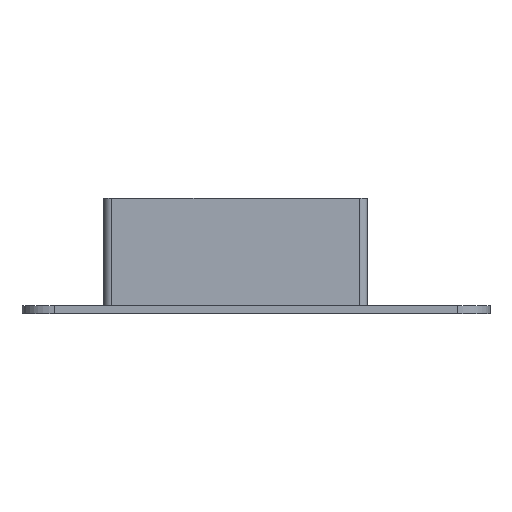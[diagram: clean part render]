
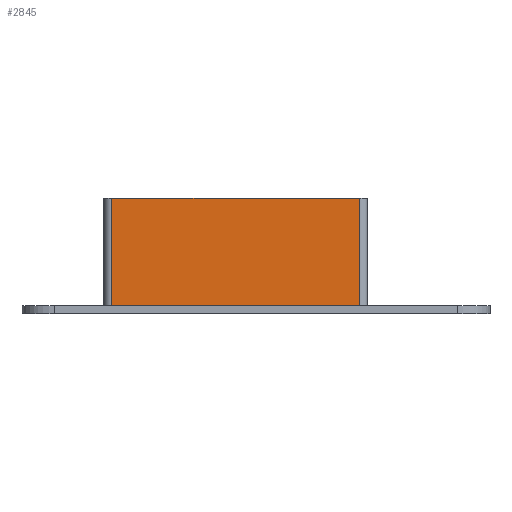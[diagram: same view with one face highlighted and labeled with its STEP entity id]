
A CAD part, front view. The second image highlights one B-rep face of the part: STEP entity #2845.
In plain terms, the highlighted planar face has unit normal (0, -1, 0).
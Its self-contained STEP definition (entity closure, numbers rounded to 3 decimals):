
#270 = PLANE('',#271);
#271 = AXIS2_PLACEMENT_3D('',#272,#273,#274);
#272 = CARTESIAN_POINT('',(13.725,0.,14.14));
#273 = DIRECTION('',(0.,0.,1.));
#274 = DIRECTION('',(1.,0.,0.));
#1078 = CYLINDRICAL_SURFACE('',#1079,1.);
#1079 = AXIS2_PLACEMENT_3D('',#1080,#1081,#1082);
#1080 = CARTESIAN_POINT('',(29.,-9.8,14.14));
#1081 = DIRECTION('',(0.,0.,-1.));
#1082 = DIRECTION('',(1.,0.,0.));
#1106 = PLANE('',#1107);
#1107 = AXIS2_PLACEMENT_3D('',#1108,#1109,#1110);
#1108 = CARTESIAN_POINT('',(16.35,0.,1.));
#1109 = DIRECTION('',(0.,0.,1.));
#1110 = DIRECTION('',(1.,0.,0.));
#1453 = VERTEX_POINT('',#1454);
#1454 = CARTESIAN_POINT('',(-1.3,-10.8,14.14));
#1473 = CYLINDRICAL_SURFACE('',#1474,1.);
#1474 = AXIS2_PLACEMENT_3D('',#1475,#1476,#1477);
#1475 = CARTESIAN_POINT('',(-1.3,-9.8,1.));
#1476 = DIRECTION('',(0.,0.,1.));
#1477 = DIRECTION('',(0.,-1.,0.));
#1485 = EDGE_CURVE('',#1486,#1453,#1488,.T.);
#1486 = VERTEX_POINT('',#1487);
#1487 = CARTESIAN_POINT('',(29.,-10.8,14.14));
#1488 = SURFACE_CURVE('',#1489,(#1493,#1500),.PCURVE_S1.);
#1489 = LINE('',#1490,#1491);
#1490 = CARTESIAN_POINT('',(0.,-10.8,14.14));
#1491 = VECTOR('',#1492,1.);
#1492 = DIRECTION('',(-1.,0.,0.));
#1493 = PCURVE('',#270,#1494);
#1494 = DEFINITIONAL_REPRESENTATION('',(#1495),#1499);
#1495 = LINE('',#1496,#1497);
#1496 = CARTESIAN_POINT('',(-13.725,-10.8));
#1497 = VECTOR('',#1498,1.);
#1498 = DIRECTION('',(-1.,0.));
#1499 = ( GEOMETRIC_REPRESENTATION_CONTEXT(2) 
PARAMETRIC_REPRESENTATION_CONTEXT() REPRESENTATION_CONTEXT('2D SPACE',''
  ) );
#1500 = PCURVE('',#1501,#1506);
#1501 = PLANE('',#1502);
#1502 = AXIS2_PLACEMENT_3D('',#1503,#1504,#1505);
#1503 = CARTESIAN_POINT('',(13.85,-10.8,7.07));
#1504 = DIRECTION('',(0.,-1.,0.));
#1505 = DIRECTION('',(0.,0.,-1.));
#1506 = DEFINITIONAL_REPRESENTATION('',(#1507),#1511);
#1507 = LINE('',#1508,#1509);
#1508 = CARTESIAN_POINT('',(-7.07,-13.85));
#1509 = VECTOR('',#1510,1.);
#1510 = DIRECTION('',(0.,-1.));
#1511 = ( GEOMETRIC_REPRESENTATION_CONTEXT(2) 
PARAMETRIC_REPRESENTATION_CONTEXT() REPRESENTATION_CONTEXT('2D SPACE',''
  ) );
#2452 = VERTEX_POINT('',#2453);
#2453 = CARTESIAN_POINT('',(29.,-10.8,1.));
#2479 = EDGE_CURVE('',#2452,#2480,#2482,.T.);
#2480 = VERTEX_POINT('',#2481);
#2481 = CARTESIAN_POINT('',(-1.3,-10.8,1.));
#2482 = SURFACE_CURVE('',#2483,(#2487,#2494),.PCURVE_S1.);
#2483 = LINE('',#2484,#2485);
#2484 = CARTESIAN_POINT('',(15.1,-10.8,1.));
#2485 = VECTOR('',#2486,1.);
#2486 = DIRECTION('',(-1.,0.,0.));
#2487 = PCURVE('',#1106,#2488);
#2488 = DEFINITIONAL_REPRESENTATION('',(#2489),#2493);
#2489 = LINE('',#2490,#2491);
#2490 = CARTESIAN_POINT('',(-1.25,-10.8));
#2491 = VECTOR('',#2492,1.);
#2492 = DIRECTION('',(-1.,0.));
#2493 = ( GEOMETRIC_REPRESENTATION_CONTEXT(2) 
PARAMETRIC_REPRESENTATION_CONTEXT() REPRESENTATION_CONTEXT('2D SPACE',''
  ) );
#2494 = PCURVE('',#1501,#2495);
#2495 = DEFINITIONAL_REPRESENTATION('',(#2496),#2500);
#2496 = LINE('',#2497,#2498);
#2497 = CARTESIAN_POINT('',(6.07,1.25));
#2498 = VECTOR('',#2499,1.);
#2499 = DIRECTION('',(0.,-1.));
#2500 = ( GEOMETRIC_REPRESENTATION_CONTEXT(2) 
PARAMETRIC_REPRESENTATION_CONTEXT() REPRESENTATION_CONTEXT('2D SPACE',''
  ) );
#2809 = EDGE_CURVE('',#1486,#2452,#2810,.T.);
#2810 = SURFACE_CURVE('',#2811,(#2815,#2822),.PCURVE_S1.);
#2811 = LINE('',#2812,#2813);
#2812 = CARTESIAN_POINT('',(29.,-10.8,14.14));
#2813 = VECTOR('',#2814,1.);
#2814 = DIRECTION('',(0.,0.,-1.));
#2815 = PCURVE('',#1078,#2816);
#2816 = DEFINITIONAL_REPRESENTATION('',(#2817),#2821);
#2817 = LINE('',#2818,#2819);
#2818 = CARTESIAN_POINT('',(1.571,0.));
#2819 = VECTOR('',#2820,1.);
#2820 = DIRECTION('',(0.,1.));
#2821 = ( GEOMETRIC_REPRESENTATION_CONTEXT(2) 
PARAMETRIC_REPRESENTATION_CONTEXT() REPRESENTATION_CONTEXT('2D SPACE',''
  ) );
#2822 = PCURVE('',#1501,#2823);
#2823 = DEFINITIONAL_REPRESENTATION('',(#2824),#2828);
#2824 = LINE('',#2825,#2826);
#2825 = CARTESIAN_POINT('',(-7.07,15.15));
#2826 = VECTOR('',#2827,1.);
#2827 = DIRECTION('',(1.,0.));
#2828 = ( GEOMETRIC_REPRESENTATION_CONTEXT(2) 
PARAMETRIC_REPRESENTATION_CONTEXT() REPRESENTATION_CONTEXT('2D SPACE',''
  ) );
#2845 = ADVANCED_FACE('',(#2846),#1501,.T.);
#2846 = FACE_BOUND('',#2847,.T.);
#2847 = EDGE_LOOP('',(#2848,#2849,#2850,#2851));
#2848 = ORIENTED_EDGE('',*,*,#2479,.F.);
#2849 = ORIENTED_EDGE('',*,*,#2809,.F.);
#2850 = ORIENTED_EDGE('',*,*,#1485,.T.);
#2851 = ORIENTED_EDGE('',*,*,#2852,.F.);
#2852 = EDGE_CURVE('',#2480,#1453,#2853,.T.);
#2853 = SURFACE_CURVE('',#2854,(#2858,#2865),.PCURVE_S1.);
#2854 = LINE('',#2855,#2856);
#2855 = CARTESIAN_POINT('',(-1.3,-10.8,1.));
#2856 = VECTOR('',#2857,1.);
#2857 = DIRECTION('',(0.,0.,1.));
#2858 = PCURVE('',#1501,#2859);
#2859 = DEFINITIONAL_REPRESENTATION('',(#2860),#2864);
#2860 = LINE('',#2861,#2862);
#2861 = CARTESIAN_POINT('',(6.07,-15.15));
#2862 = VECTOR('',#2863,1.);
#2863 = DIRECTION('',(-1.,0.));
#2864 = ( GEOMETRIC_REPRESENTATION_CONTEXT(2) 
PARAMETRIC_REPRESENTATION_CONTEXT() REPRESENTATION_CONTEXT('2D SPACE',''
  ) );
#2865 = PCURVE('',#1473,#2866);
#2866 = DEFINITIONAL_REPRESENTATION('',(#2867),#2871);
#2867 = LINE('',#2868,#2869);
#2868 = CARTESIAN_POINT('',(-0.,0.));
#2869 = VECTOR('',#2870,1.);
#2870 = DIRECTION('',(-0.,1.));
#2871 = ( GEOMETRIC_REPRESENTATION_CONTEXT(2) 
PARAMETRIC_REPRESENTATION_CONTEXT() REPRESENTATION_CONTEXT('2D SPACE',''
  ) );
